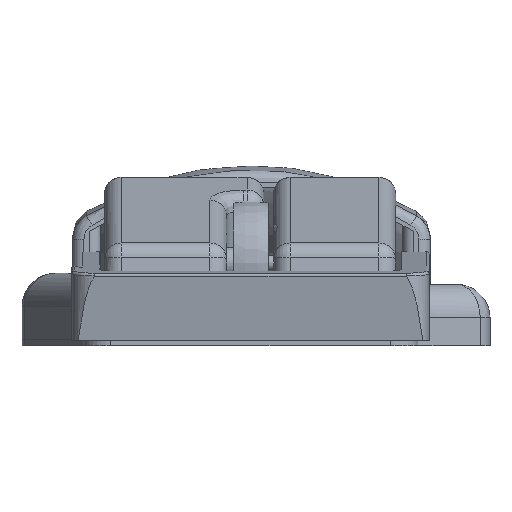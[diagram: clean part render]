
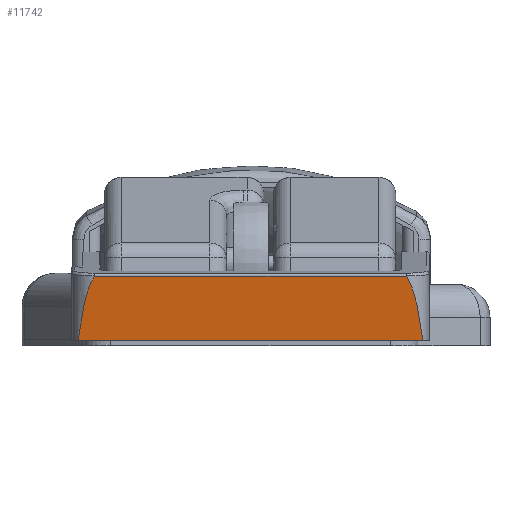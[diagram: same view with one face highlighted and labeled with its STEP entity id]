
A CAD part, front view. The second image highlights one B-rep face of the part: STEP entity #11742.
In plain terms, the highlighted planar face has unit normal (0, -0.989, -0.151).
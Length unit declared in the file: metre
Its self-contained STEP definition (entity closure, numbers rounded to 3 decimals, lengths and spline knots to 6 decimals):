
#130=ELLIPSE('',#12593,0.033021,0.005);
#132=ELLIPSE('',#12596,0.033021,0.005);
#458=LINE('',#18386,#1767);
#772=LINE('',#19116,#2081);
#1767=VECTOR('',#14048,1.);
#2081=VECTOR('',#14708,1.);
#4587=ORIENTED_EDGE('',*,*,#7016,.F.);
#4588=ORIENTED_EDGE('',*,*,#7161,.T.);
#4589=ORIENTED_EDGE('',*,*,#7013,.F.);
#4590=ORIENTED_EDGE('',*,*,#6797,.T.);
#6797=EDGE_CURVE('',#8321,#8322,#458,.T.);
#7013=EDGE_CURVE('',#8321,#8485,#130,.T.);
#7016=EDGE_CURVE('',#8488,#8322,#132,.T.);
#7161=EDGE_CURVE('',#8488,#8485,#772,.F.);
#8321=VERTEX_POINT('',#18387);
#8322=VERTEX_POINT('',#18388);
#8485=VERTEX_POINT('',#18819);
#8488=VERTEX_POINT('',#18830);
#9721=EDGE_LOOP('',(#4587,#4588,#4589,#4590));
#10504=FACE_BOUND('',#9721,.T.);
#11174=PLANE('',#12672);
#11742=ADVANCED_FACE('',(#10504),#11174,.F.);
#12593=AXIS2_PLACEMENT_3D('',#18822,#14407,#14408);
#12596=AXIS2_PLACEMENT_3D('',#18831,#14413,#14414);
#12672=AXIS2_PLACEMENT_3D('',#19115,#14706,#14707);
#14048=DIRECTION('',(1.,0.,0.));
#14407=DIRECTION('',(0.,0.988,0.151));
#14408=DIRECTION('',(0.,0.151,-0.988));
#14413=DIRECTION('',(0.,0.988,0.151));
#14414=DIRECTION('',(0.,0.151,-0.988));
#14706=DIRECTION('',(0.,0.988,0.151));
#14707=DIRECTION('',(0.,-0.151,0.988));
#14708=DIRECTION('',(1.,0.,0.));
#18386=CARTESIAN_POINT('',(-0.067769,-0.048843,0.001));
#18387=CARTESIAN_POINT('',(-0.031115,-0.048843,0.001));
#18388=CARTESIAN_POINT('',(0.031115,-0.048843,0.001));
#18819=CARTESIAN_POINT('',(-0.028128,-0.050614,0.012559));
#18822=CARTESIAN_POINT('',(-0.027231,-0.045695,-0.019551));
#18830=CARTESIAN_POINT('',(0.028128,-0.050614,0.012559));
#18831=CARTESIAN_POINT('',(0.027231,-0.045695,-0.019551));
#19115=CARTESIAN_POINT('',(-0.067769,-0.049769,0.007045));
#19116=CARTESIAN_POINT('',(-0.067769,-0.050614,0.012559));
